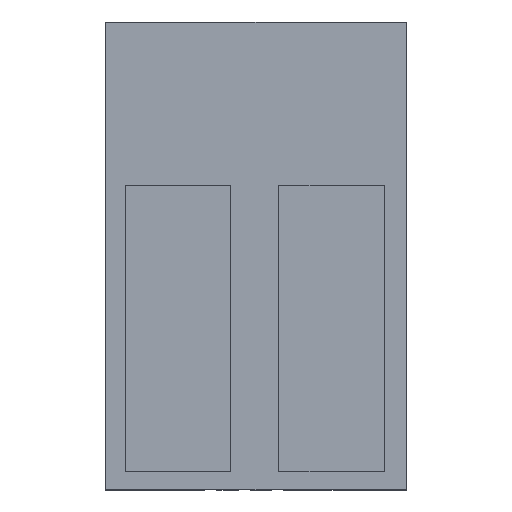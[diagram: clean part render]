
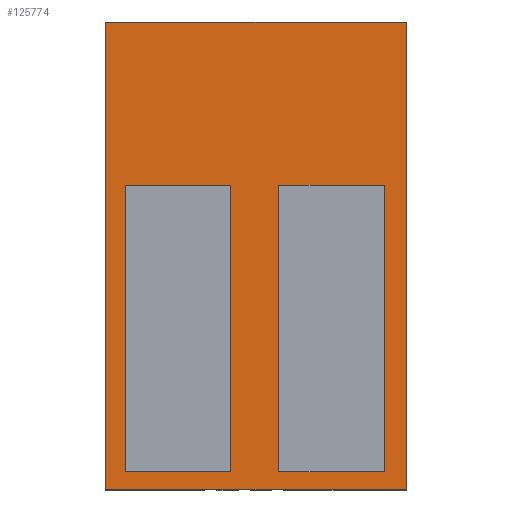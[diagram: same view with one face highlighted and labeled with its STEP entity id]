
A CAD part, top view. The second image highlights one B-rep face of the part: STEP entity #125774.
In plain terms, the highlighted face is planar.
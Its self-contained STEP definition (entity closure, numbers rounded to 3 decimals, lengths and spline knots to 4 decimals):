
#84489=DIRECTION('',(1.,0.,0.));
#84490=VECTOR('',#84489,4.5);
#84491=CARTESIAN_POINT('',(-2.25,0.85,3.5));
#84492=LINE('',#84491,#84490);
#84496=DIRECTION('',(0.,0.,1.));
#84497=VECTOR('',#84496,7.);
#84498=CARTESIAN_POINT('',(-2.25,0.85,-3.5));
#84499=LINE('',#84498,#84497);
#84503=DIRECTION('',(-1.,0.,0.));
#84504=VECTOR('',#84503,4.5);
#84505=CARTESIAN_POINT('',(2.25,0.85,-3.5));
#84506=LINE('',#84505,#84504);
#84510=DIRECTION('',(0.,0.,-1.));
#84511=VECTOR('',#84510,7.);
#84512=CARTESIAN_POINT('',(2.25,0.85,3.5));
#84513=LINE('',#84512,#84511);
#84517=DIRECTION('',(1.,0.,0.));
#84518=VECTOR('',#84517,1.576);
#84519=CARTESIAN_POINT('',(-1.9544,0.85,3.2277));
#84520=LINE('',#84519,#84518);
#84524=DIRECTION('',(0.,0.,-1.));
#84525=VECTOR('',#84524,4.282);
#84526=CARTESIAN_POINT('',(-0.3784,0.85,3.2277));
#84527=LINE('',#84526,#84525);
#84531=DIRECTION('',(-1.,0.,0.));
#84532=VECTOR('',#84531,1.576);
#84533=CARTESIAN_POINT('',(-0.3784,0.85,-1.0543));
#84534=LINE('',#84533,#84532);
#84538=DIRECTION('',(0.,0.,1.));
#84539=VECTOR('',#84538,4.282);
#84540=CARTESIAN_POINT('',(-1.9544,0.85,-1.0543));
#84541=LINE('',#84540,#84539);
#84545=DIRECTION('',(1.,0.,0.));
#84546=VECTOR('',#84545,1.576);
#84547=CARTESIAN_POINT('',(0.3426,0.85,3.2277));
#84548=LINE('',#84547,#84546);
#84552=DIRECTION('',(0.,0.,-1.));
#84553=VECTOR('',#84552,4.282);
#84554=CARTESIAN_POINT('',(1.9186,0.85,3.2277));
#84555=LINE('',#84554,#84553);
#84559=DIRECTION('',(-1.,0.,0.));
#84560=VECTOR('',#84559,1.576);
#84561=CARTESIAN_POINT('',(1.9186,0.85,-1.0543));
#84562=LINE('',#84561,#84560);
#84566=DIRECTION('',(0.,0.,1.));
#84567=VECTOR('',#84566,4.282);
#84568=CARTESIAN_POINT('',(0.3426,0.85,-1.0543));
#84569=LINE('',#84568,#84567);
#104565=CARTESIAN_POINT('',(-2.25,0.85,3.5));
#104566=CARTESIAN_POINT('',(2.25,0.85,3.5));
#104567=VERTEX_POINT('',#104565);
#104568=VERTEX_POINT('',#104566);
#104569=CARTESIAN_POINT('',(2.25,0.85,-3.5));
#104570=VERTEX_POINT('',#104569);
#104571=CARTESIAN_POINT('',(-2.25,0.85,-3.5));
#104572=VERTEX_POINT('',#104571);
#111305=CARTESIAN_POINT('',(-1.9544,0.85,3.2277));
#111306=CARTESIAN_POINT('',(-0.3784,0.85,3.2277));
#111307=VERTEX_POINT('',#111305);
#111308=VERTEX_POINT('',#111306);
#111309=CARTESIAN_POINT('',(-0.3784,0.85,-1.0543));
#111310=VERTEX_POINT('',#111309);
#111311=CARTESIAN_POINT('',(-1.9544,0.85,-1.0543));
#111312=VERTEX_POINT('',#111311);
#111321=CARTESIAN_POINT('',(0.3426,0.85,3.2277));
#111322=CARTESIAN_POINT('',(1.9186,0.85,3.2277));
#111323=VERTEX_POINT('',#111321);
#111324=VERTEX_POINT('',#111322);
#111325=CARTESIAN_POINT('',(1.9186,0.85,-1.0543));
#111326=VERTEX_POINT('',#111325);
#111327=CARTESIAN_POINT('',(0.3426,0.85,-1.0543));
#111328=VERTEX_POINT('',#111327);
#125742=CARTESIAN_POINT('',(0.,0.85,0.));
#125743=DIRECTION('',(0.,1.,0.));
#125744=DIRECTION('',(1.,0.,0.));
#125745=AXIS2_PLACEMENT_3D('',#125742,#125743,#125744);
#125746=PLANE('',#125745);
#125747=ORIENTED_EDGE('',*,*,#123753,.F.);
#125748=ORIENTED_EDGE('',*,*,#113858,.F.);
#125750=ORIENTED_EDGE('',*,*,#125749,.F.);
#125751=ORIENTED_EDGE('',*,*,#118843,.F.);
#125752=EDGE_LOOP('',(#125747,#125748,#125750,#125751));
#125753=FACE_OUTER_BOUND('',#125752,.F.);
#125755=ORIENTED_EDGE('',*,*,#125754,.T.);
#125757=ORIENTED_EDGE('',*,*,#125756,.T.);
#125759=ORIENTED_EDGE('',*,*,#125758,.T.);
#125761=ORIENTED_EDGE('',*,*,#125760,.T.);
#125762=EDGE_LOOP('',(#125755,#125757,#125759,#125761));
#125763=FACE_BOUND('',#125762,.F.);
#125765=ORIENTED_EDGE('',*,*,#125764,.T.);
#125767=ORIENTED_EDGE('',*,*,#125766,.T.);
#125769=ORIENTED_EDGE('',*,*,#125768,.T.);
#125771=ORIENTED_EDGE('',*,*,#125770,.T.);
#125772=EDGE_LOOP('',(#125765,#125767,#125769,#125771));
#125773=FACE_BOUND('',#125772,.F.);
#125774=ADVANCED_FACE('',(#125753,#125763,#125773),#125746,.T.);
#113858=EDGE_CURVE('',#104572,#104567,#84499,.T.);
#118843=EDGE_CURVE('',#104568,#104570,#84513,.T.);
#123753=EDGE_CURVE('',#104567,#104568,#84492,.T.);
#125749=EDGE_CURVE('',#104570,#104572,#84506,.T.);
#125754=EDGE_CURVE('',#111307,#111308,#84520,.T.);
#125756=EDGE_CURVE('',#111308,#111310,#84527,.T.);
#125758=EDGE_CURVE('',#111310,#111312,#84534,.T.);
#125760=EDGE_CURVE('',#111312,#111307,#84541,.T.);
#125764=EDGE_CURVE('',#111323,#111324,#84548,.T.);
#125766=EDGE_CURVE('',#111324,#111326,#84555,.T.);
#125768=EDGE_CURVE('',#111326,#111328,#84562,.T.);
#125770=EDGE_CURVE('',#111328,#111323,#84569,.T.);
